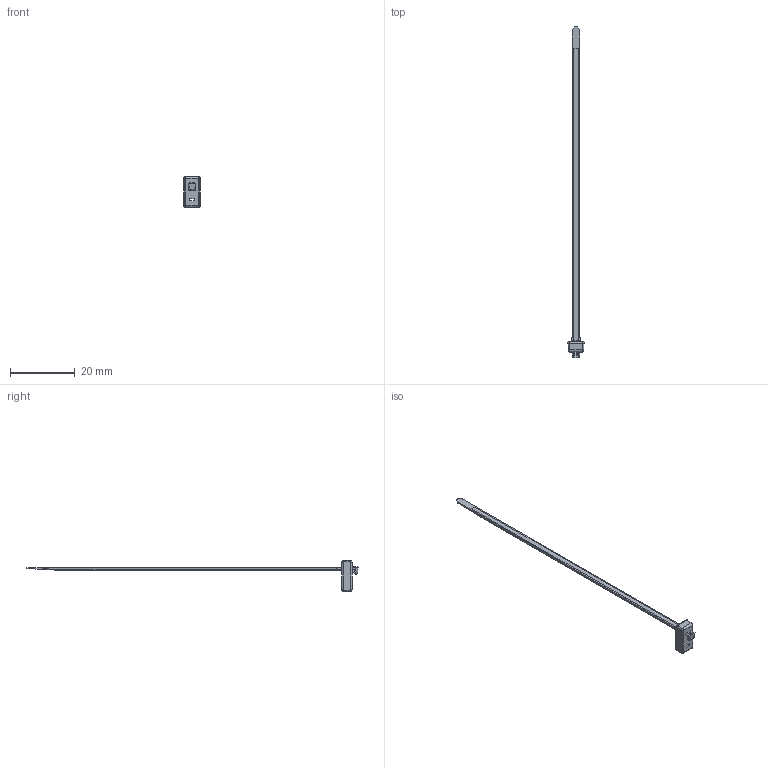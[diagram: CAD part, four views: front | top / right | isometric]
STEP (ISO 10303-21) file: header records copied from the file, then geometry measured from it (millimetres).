
FILE_DESCRIPTION(/* description */ (''),/* implementation_level */ '2;1');
FILE_NAME(/* name */ 'SSB2S.stp',/* time_stamp */ '2020-10-12T11:23:18-05:00',/* author */ (''),/* organization */ (''),/* preprocessor_version */ 'ST-DEVELOPER v16',/* originating_system */ 'SIEMENS PLM Software NX 11.0',/* authorisation */ '');
FILE_SCHEMA (('AP203_CONFIGURATION_CONTROLLED_3D_DESIGN_OF_MECHANICAL_PARTS_AND_ASSEMBLIES_MIM_LF { 1 0 10303 403 2 1 2}'));
Length unit declared in the file: inch
Products named in the file (1): BWG2874E5593jtw
Bounding box: 5.01 x 102.87 x 9.53 mm (x, y, z)
Volume: 332.4 mm3; surface area: 808.3 mm2
Topology: 2 solids, 2 shells, 221 faces, 608 edges, 393 vertices
Faces by surface type: plane 139, cylinder 68, bspline 12, sphere 2
Entity records: 7226 total; most frequent: CARTESIAN_POINT 1481, ORIENTED_EDGE 1208, DIRECTION 1148, EDGE_CURVE 604, LINE 418, VECTOR 418, VERTEX_POINT 393, AXIS2_PLACEMENT_3D 365
